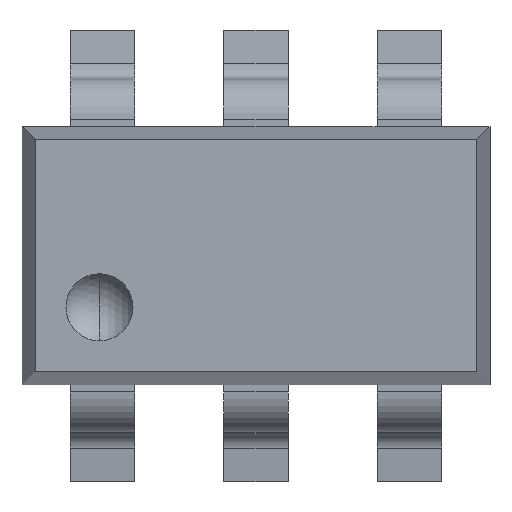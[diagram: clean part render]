
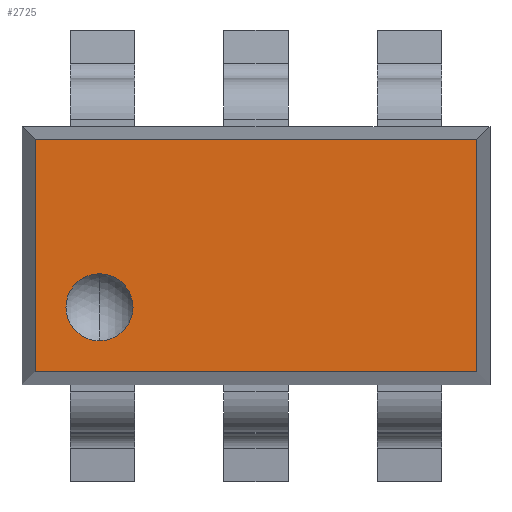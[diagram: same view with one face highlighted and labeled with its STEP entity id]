
A CAD part, top view. The second image highlights one B-rep face of the part: STEP entity #2725.
In plain terms, the highlighted planar face has unit normal (0, 0, 1).
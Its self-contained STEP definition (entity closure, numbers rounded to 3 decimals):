
#48 = CARTESIAN_POINT ( 'NONE',  ( -1.369, 0.8, 1.45 ) ) ;
#54 = FACE_BOUND ( 'NONE', #439, .T. ) ;
#79 = ORIENTED_EDGE ( 'NONE', *, *, #230, .F. ) ;
#230 = EDGE_CURVE ( 'NONE', #1501, #2399, #1441, .T. ) ;
#261 = CARTESIAN_POINT ( 'NONE',  ( 1.369, -0.719, 1.45 ) ) ;
#318 = AXIS2_PLACEMENT_3D ( 'NONE', #1361, #2891, #3127 ) ;
#320 = CARTESIAN_POINT ( 'NONE',  ( -0.97, -0.528, 1.45 ) ) ;
#373 = CIRCLE ( 'NONE', #318, 0.208 ) ;
#439 = EDGE_LOOP ( 'NONE', ( #79, #1193 ) ) ;
#518 = DIRECTION ( 'NONE',  ( 0., 0., -1. ) ) ;
#622 = AXIS2_PLACEMENT_3D ( 'NONE', #3224, #638, #2467 ) ;
#630 = VECTOR ( 'NONE', #3143, 1000. ) ;
#637 = VERTEX_POINT ( 'NONE', #2454 ) ;
#638 = DIRECTION ( 'NONE',  ( 0., 0., 1. ) ) ;
#713 = CARTESIAN_POINT ( 'NONE',  ( 1.45, 0.719, 1.45 ) ) ;
#742 = EDGE_CURVE ( 'NONE', #637, #2015, #2858, .T. ) ;
#773 = CARTESIAN_POINT ( 'NONE',  ( 1.369, 0.8, 1.45 ) ) ;
#780 = PLANE ( 'NONE',  #3145 ) ;
#825 = VERTEX_POINT ( 'NONE', #261 ) ;
#1140 = ORIENTED_EDGE ( 'NONE', *, *, #2121, .T. ) ;
#1174 = CARTESIAN_POINT ( 'NONE',  ( 1.45, -0.719, 1.45 ) ) ;
#1179 = VECTOR ( 'NONE', #1575, 1000. ) ;
#1193 = ORIENTED_EDGE ( 'NONE', *, *, #3110, .F. ) ;
#1220 = EDGE_CURVE ( 'NONE', #2015, #825, #3215, .T. ) ;
#1304 = ORIENTED_EDGE ( 'NONE', *, *, #742, .T. ) ;
#1361 = CARTESIAN_POINT ( 'NONE',  ( -0.97, -0.32, 1.45 ) ) ;
#1431 = EDGE_CURVE ( 'NONE', #1981, #637, #1478, .T. ) ;
#1441 = CIRCLE ( 'NONE', #622, 0.208 ) ;
#1478 = LINE ( 'NONE', #713, #2758 ) ;
#1501 = VERTEX_POINT ( 'NONE', #320 ) ;
#1541 = ORIENTED_EDGE ( 'NONE', *, *, #1431, .T. ) ;
#1558 = FACE_OUTER_BOUND ( 'NONE', #2949, .T. ) ;
#1575 = DIRECTION ( 'NONE',  ( 0., -1., 0. ) ) ;
#1749 = DIRECTION ( 'NONE',  ( -1., 0., 0. ) ) ;
#1836 = VECTOR ( 'NONE', #2951, 1000. ) ;
#1926 = CARTESIAN_POINT ( 'NONE',  ( 1.369, 0.719, 1.45 ) ) ;
#1981 = VERTEX_POINT ( 'NONE', #1926 ) ;
#2015 = VERTEX_POINT ( 'NONE', #2744 ) ;
#2121 = EDGE_CURVE ( 'NONE', #825, #1981, #3100, .T. ) ;
#2132 = CARTESIAN_POINT ( 'NONE',  ( -0.97, -0.112, 1.45 ) ) ;
#2308 = DIRECTION ( 'NONE',  ( -1., 0., 0. ) ) ;
#2348 = ORIENTED_EDGE ( 'NONE', *, *, #1220, .T. ) ;
#2399 = VERTEX_POINT ( 'NONE', #2132 ) ;
#2454 = CARTESIAN_POINT ( 'NONE',  ( -1.369, 0.719, 1.45 ) ) ;
#2467 = DIRECTION ( 'NONE',  ( -1., 0., 0. ) ) ;
#2725 = ADVANCED_FACE ( 'NONE', ( #1558, #54 ), #780, .F. ) ;
#2744 = CARTESIAN_POINT ( 'NONE',  ( -1.369, -0.719, 1.45 ) ) ;
#2758 = VECTOR ( 'NONE', #1749, 1000. ) ;
#2858 = LINE ( 'NONE', #48, #1179 ) ;
#2891 = DIRECTION ( 'NONE',  ( 0., 0., 1. ) ) ;
#2949 = EDGE_LOOP ( 'NONE', ( #1140, #1541, #1304, #2348 ) ) ;
#2951 = DIRECTION ( 'NONE',  ( 1., 0., 0. ) ) ;
#3100 = LINE ( 'NONE', #773, #630 ) ;
#3110 = EDGE_CURVE ( 'NONE', #2399, #1501, #373, .T. ) ;
#3127 = DIRECTION ( 'NONE',  ( -1., 0., 0. ) ) ;
#3143 = DIRECTION ( 'NONE',  ( 0., 1., 0. ) ) ;
#3145 = AXIS2_PLACEMENT_3D ( 'NONE', #3154, #518, #2308 ) ;
#3154 = CARTESIAN_POINT ( 'NONE',  ( 1.45, 0.8, 1.45 ) ) ;
#3215 = LINE ( 'NONE', #1174, #1836 ) ;
#3224 = CARTESIAN_POINT ( 'NONE',  ( -0.97, -0.32, 1.45 ) ) ;
